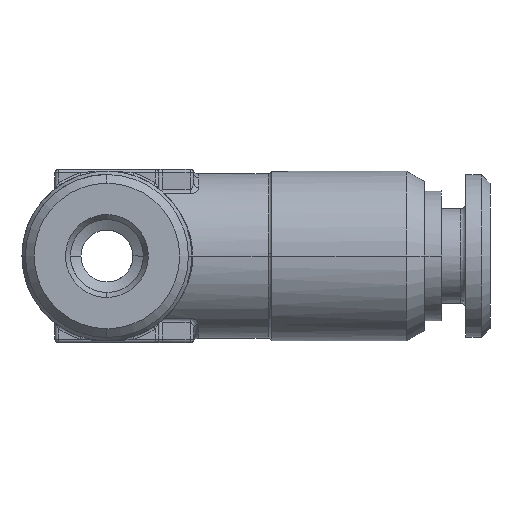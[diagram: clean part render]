
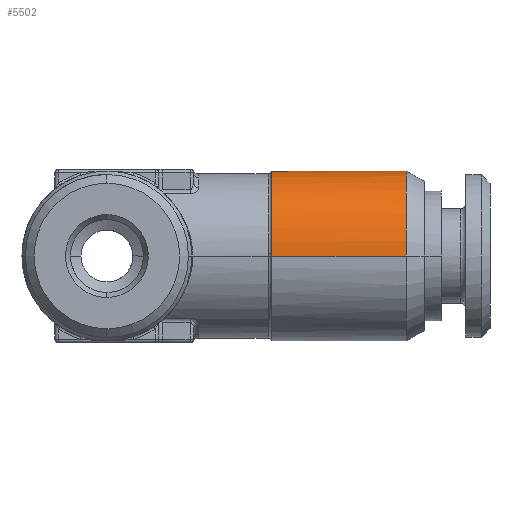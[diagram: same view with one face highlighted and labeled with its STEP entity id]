
A CAD part, left-side view. The second image highlights one B-rep face of the part: STEP entity #5502.
In plain terms, the highlighted cylindrical face has radius 5.954 mm (diameter 11.907 mm), a partial arc.
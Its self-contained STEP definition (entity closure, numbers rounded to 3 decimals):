
#5115=CARTESIAN_POINT('Axis2P3D Location',(0.,-20.996,0.)) ;
#5119=CARTESIAN_POINT('Vertex',(5.954,-20.996,0.)) ;
#5121=CARTESIAN_POINT('Vertex',(-5.954,-20.996,0.)) ;
#5460=CARTESIAN_POINT('Axis2P3D Location',(0.,-22.927,0.)) ;
#5465=CARTESIAN_POINT('Line Origine',(5.954,-22.927,0.)) ;
#5469=CARTESIAN_POINT('Vertex',(5.954,-11.541,0.)) ;
#5473=CARTESIAN_POINT('Control Point',(-5.954,-11.541,0.)) ;
#5474=CARTESIAN_POINT('Control Point',(-5.954,-11.541,0.935)) ;
#5475=CARTESIAN_POINT('Control Point',(-5.77,-11.541,1.87)) ;
#5476=CARTESIAN_POINT('Control Point',(-5.402,-11.541,2.757)) ;
#5477=CARTESIAN_POINT('Control Point',(-4.34,-11.541,4.34)) ;
#5478=CARTESIAN_POINT('Control Point',(-2.757,-11.541,5.402)) ;
#5479=CARTESIAN_POINT('Control Point',(-1.87,-11.541,5.77)) ;
#5480=CARTESIAN_POINT('Control Point',(0.,-11.541,6.137)) ;
#5481=CARTESIAN_POINT('Control Point',(1.87,-11.541,5.77)) ;
#5482=CARTESIAN_POINT('Control Point',(2.757,-11.541,5.402)) ;
#5483=CARTESIAN_POINT('Control Point',(4.34,-11.541,4.34)) ;
#5484=CARTESIAN_POINT('Control Point',(5.402,-11.541,2.757)) ;
#5485=CARTESIAN_POINT('Control Point',(5.77,-11.541,1.87)) ;
#5486=CARTESIAN_POINT('Control Point',(5.954,-11.541,0.935)) ;
#5487=CARTESIAN_POINT('Control Point',(5.954,-11.541,0.)) ;
#5488=CARTESIAN_POINT('Vertex',(-5.954,-11.541,0.)) ;
#5491=CARTESIAN_POINT('Line Origine',(-5.954,-22.927,0.)) ;
#5116=DIRECTION('Axis2P3D Direction',(-0.,1.,0.)) ;
#5461=DIRECTION('Axis2P3D Direction',(-0.,1.,0.)) ;
#5462=DIRECTION('Axis2P3D XDirection',(-1.,-0.,0.)) ;
#5466=DIRECTION('Vector Direction',(0.,1.,0.)) ;
#5492=DIRECTION('Vector Direction',(0.,1.,0.)) ;
#5117=AXIS2_PLACEMENT_3D('Circle Axis2P3D',#5115,#5116,$) ;
#5463=AXIS2_PLACEMENT_3D('Cylinder Axis2P3D',#5460,#5461,#5462) ;
#5497=ORIENTED_EDGE('',*,*,#5123,.F.) ;
#5498=ORIENTED_EDGE('',*,*,#5471,.T.) ;
#5499=ORIENTED_EDGE('',*,*,#5490,.F.) ;
#5500=ORIENTED_EDGE('',*,*,#5495,.F.) ;
#5467=VECTOR('Line Direction',#5466,1.) ;
#5493=VECTOR('Line Direction',#5492,1.) ;
#5502=ADVANCED_FACE('MANIFOLD_SOLID_BREP #9137',(#5501),#5464,.T.) ;
#5472=B_SPLINE_CURVE_WITH_KNOTS('',5,(#5473,#5474,#5475,#5476,#5477,#5478,#5479,#5480,#5481,#5482,#5483,#5484,#5485,#5486,#5487),.UNSPECIFIED.,.F.,.U.,(6,3,3,3,6),(-9.352,-4.676,0.,4.676,9.352),.UNSPECIFIED.) ;
#5118=CIRCLE('generated circle',#5117,5.954) ;
#5464=CYLINDRICAL_SURFACE('generated cylinder',#5463,5.954) ;
#5123=EDGE_CURVE('',#5120,#5122,#5118,.F.) ;
#5471=EDGE_CURVE('',#5120,#5470,#5468,.T.) ;
#5490=EDGE_CURVE('',#5489,#5470,#5472,.T.) ;
#5495=EDGE_CURVE('',#5122,#5489,#5494,.T.) ;
#5496=EDGE_LOOP('',(#5497,#5498,#5499,#5500)) ;
#5501=FACE_OUTER_BOUND('',#5496,.T.) ;
#5468=LINE('Line',#5465,#5467) ;
#5494=LINE('Line',#5491,#5493) ;
#5120=VERTEX_POINT('',#5119) ;
#5122=VERTEX_POINT('',#5121) ;
#5470=VERTEX_POINT('',#5469) ;
#5489=VERTEX_POINT('',#5488) ;
